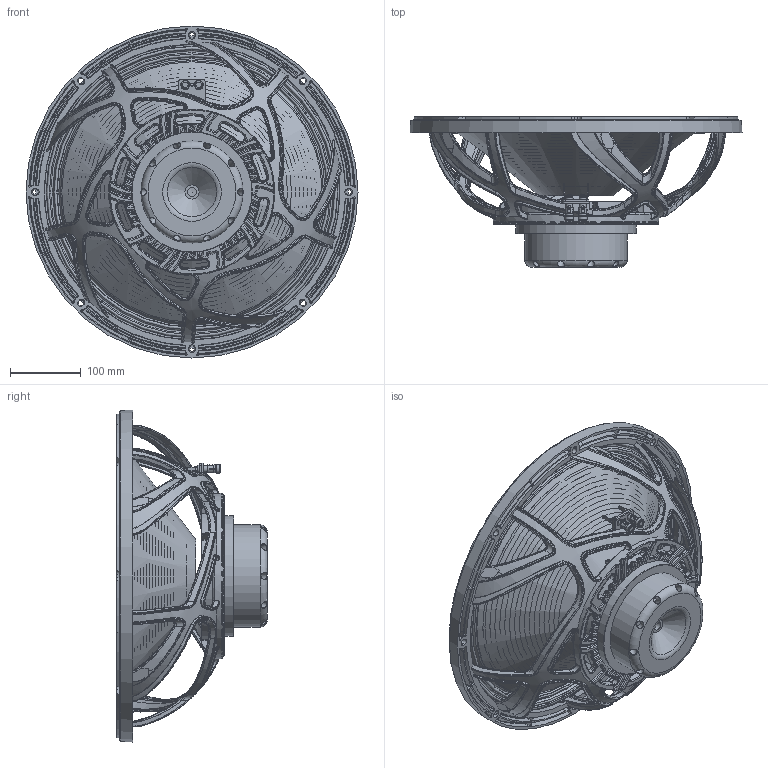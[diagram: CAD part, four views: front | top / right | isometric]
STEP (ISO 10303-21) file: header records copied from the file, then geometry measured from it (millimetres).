
FILE_DESCRIPTION (( 'STEP AP203' ), '1' );
FILE_NAME ('017 3D.STEP', '2023-04-19T03:16:21', ( '' ), ( '' ), 'SwSTEP 2.0', 'SolidWorks 2020', '' );
FILE_SCHEMA (( 'CONFIG_CONTROL_DESIGN' ));
Length unit declared in the file: millimetre
Products named in the file (1): 017 3D
Bounding box: 467.89 x 211.9 x 467.89 mm (x, y, z)
Surface area: 882327.3 mm2 (no closed solid volume)
Topology: 0 solids, 32 shells, 2614 faces, 8266 edges, 5389 vertices
Faces by surface type: bspline 1300, torus 535, plane 298, cone 280, cylinder 145, sphere 56
Full cylindrical faces by diameter (mm): 2 x6, 4.2 x1, 5 x6, 6.5 x2, 8 x2, 9.6 x2, 9.85 x2, 10 x12, 11.2 x2, 11.4 x2, 12 x1, 12.8 x2, 95 x1, 144 x1, 170 x1, 352 x1, 367 x1
Entity records: 202166 total; most frequent: CARTESIAN_POINT 142870, ORIENTED_EDGE 13191, DIRECTION 9423, EDGE_CURVE 8065, VERTEX_POINT 5342, AXIS2_PLACEMENT_3D 4282, B_SPLINE_CURVE_WITH_KNOTS 4177, CIRCLE 2967
